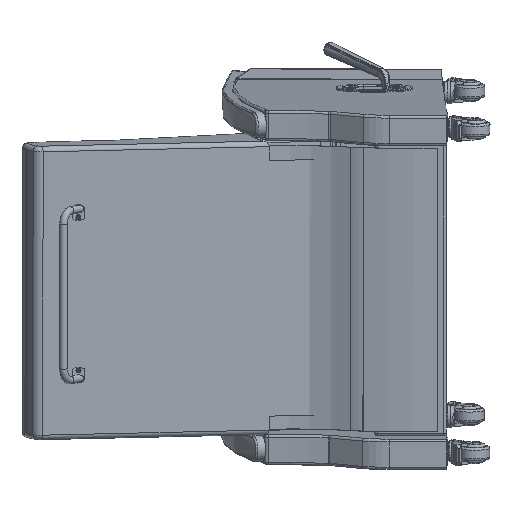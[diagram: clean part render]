
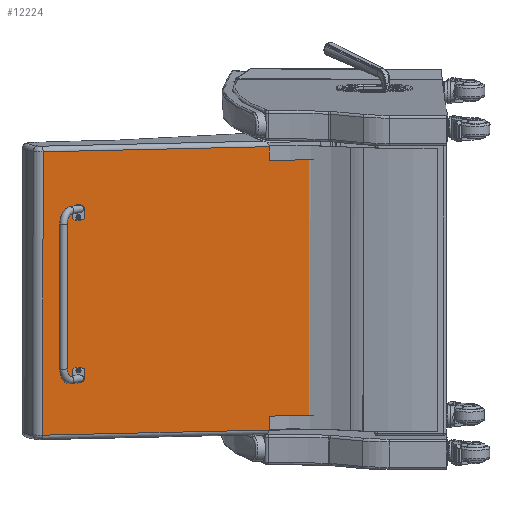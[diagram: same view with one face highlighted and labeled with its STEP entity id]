
A CAD part, left-side view. The second image highlights one B-rep face of the part: STEP entity #12224.
In plain terms, the highlighted face is planar.
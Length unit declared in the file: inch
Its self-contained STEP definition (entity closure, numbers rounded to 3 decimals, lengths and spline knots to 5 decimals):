
#2535=FACE_OUTER_BOUND('',#3318,.T.);
#3318=EDGE_LOOP('',(#10284,#10285,#10286,#10287,#10288,#10289,#10290,#10291));
#4155=LINE('',#27101,#4897);
#4160=LINE('',#27128,#4902);
#4161=LINE('',#27132,#4903);
#4162=LINE('',#27134,#4904);
#4163=LINE('',#27136,#4905);
#4164=LINE('',#27138,#4906);
#4165=LINE('',#27140,#4907);
#4166=LINE('',#27141,#4908);
#4897=VECTOR('',#16739,0.3937);
#4902=VECTOR('',#16764,0.3937);
#4903=VECTOR('',#16769,0.3937);
#4904=VECTOR('',#16770,0.3937);
#4905=VECTOR('',#16771,0.3937);
#4906=VECTOR('',#16772,0.3937);
#4907=VECTOR('',#16773,0.3937);
#4908=VECTOR('',#16774,0.3937);
#5823=VERTEX_POINT('',#27074);
#5828=VERTEX_POINT('',#27092);
#5842=VERTEX_POINT('',#27127);
#5843=VERTEX_POINT('',#27131);
#5844=VERTEX_POINT('',#27133);
#5845=VERTEX_POINT('',#27135);
#5846=VERTEX_POINT('',#27137);
#5847=VERTEX_POINT('',#27139);
#7385=EDGE_CURVE('',#5828,#5823,#4155,.T.);
#7398=EDGE_CURVE('',#5823,#5842,#4160,.T.);
#7400=EDGE_CURVE('',#5843,#5828,#4161,.T.);
#7401=EDGE_CURVE('',#5843,#5844,#4162,.T.);
#7402=EDGE_CURVE('',#5844,#5845,#4163,.T.);
#7403=EDGE_CURVE('',#5846,#5845,#4164,.T.);
#7404=EDGE_CURVE('',#5846,#5847,#4165,.T.);
#7405=EDGE_CURVE('',#5847,#5842,#4166,.T.);
#10284=ORIENTED_EDGE('',*,*,#7385,.F.);
#10285=ORIENTED_EDGE('',*,*,#7400,.F.);
#10286=ORIENTED_EDGE('',*,*,#7401,.T.);
#10287=ORIENTED_EDGE('',*,*,#7402,.T.);
#10288=ORIENTED_EDGE('',*,*,#7403,.F.);
#10289=ORIENTED_EDGE('',*,*,#7404,.T.);
#10290=ORIENTED_EDGE('',*,*,#7405,.T.);
#10291=ORIENTED_EDGE('',*,*,#7398,.F.);
#11626=PLANE('',#13765);
#12224=ADVANCED_FACE('',(#2535),#11626,.T.);
#13765=AXIS2_PLACEMENT_3D('',#27130,#16767,#16768);
#16739=DIRECTION('',(0.,0.,-1.));
#16764=DIRECTION('',(-0.438,-0.899,0.));
#16767=DIRECTION('center_axis',(0.899,-0.438,0.));
#16768=DIRECTION('ref_axis',(0.438,0.899,0.));
#16769=DIRECTION('',(0.438,0.899,0.));
#16770=DIRECTION('',(0.,0.,-1.));
#16771=DIRECTION('',(-0.438,-0.899,0.));
#16772=DIRECTION('',(0.,0.,1.));
#16773=DIRECTION('',(0.438,0.899,0.));
#16774=DIRECTION('',(0.,0.,-1.));
#27074=CARTESIAN_POINT('',(6.82633,16.47556,-14.));
#27092=CARTESIAN_POINT('',(6.82633,16.47556,14.));
#27101=CARTESIAN_POINT('',(6.82633,16.47556,0.));
#27127=CARTESIAN_POINT('',(-3.08825,-3.86651,-14.));
#27128=CARTESIAN_POINT('',(-2.42546,-2.50665,-14.));
#27130=CARTESIAN_POINT('Origin',(-5.46189,-8.7366,0.));
#27131=CARTESIAN_POINT('',(-3.08825,-3.86651,14.));
#27132=CARTESIAN_POINT('',(-2.42546,-2.50665,14.));
#27133=CARTESIAN_POINT('',(-3.08825,-3.86651,12.625));
#27134=CARTESIAN_POINT('',(-3.08825,-3.86651,6.0625));
#27135=CARTESIAN_POINT('',(-5.46189,-8.7366,12.625));
#27136=CARTESIAN_POINT('',(-4.95239,-7.69123,12.625));
#27137=CARTESIAN_POINT('',(-5.46189,-8.7366,-12.625));
#27138=CARTESIAN_POINT('',(-5.46189,-8.7366,0.));
#27139=CARTESIAN_POINT('',(-3.08825,-3.86651,-12.625));
#27140=CARTESIAN_POINT('',(-4.95239,-7.69123,-12.625));
#27141=CARTESIAN_POINT('',(-3.08825,-3.86651,-6.0625));
